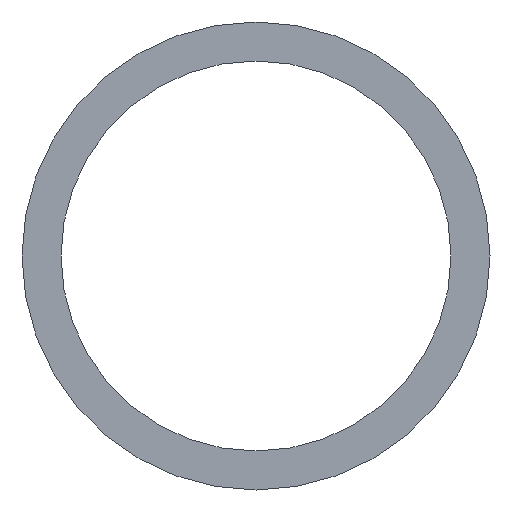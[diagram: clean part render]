
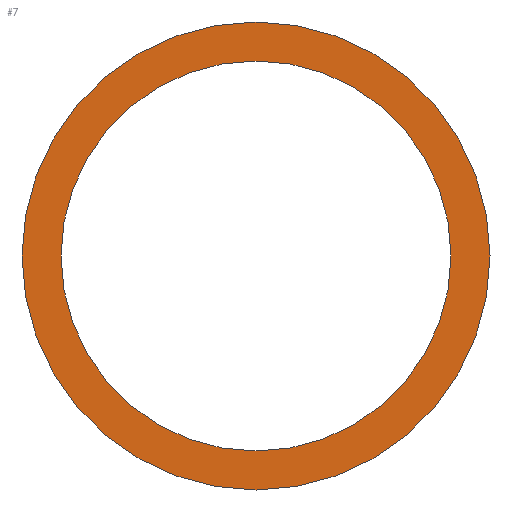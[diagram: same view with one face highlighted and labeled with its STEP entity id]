
A CAD part, front view. The second image highlights one B-rep face of the part: STEP entity #7.
In plain terms, the highlighted planar face has unit normal (0, -1, 0).
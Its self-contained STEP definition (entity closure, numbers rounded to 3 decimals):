
#2 = VERTEX_POINT ( 'NONE', #77 ) ;
#7 = ADVANCED_FACE ( 'NONE', ( #188, #249 ), #151, .F. ) ;
#16 = DIRECTION ( 'NONE',  ( 0., 1., 0. ) ) ;
#18 = EDGE_CURVE ( 'NONE', #164, #62, #208, .T. ) ;
#26 = CARTESIAN_POINT ( 'NONE',  ( 0., 0., 0. ) ) ;
#46 = CARTESIAN_POINT ( 'NONE',  ( 0., 0., 25. ) ) ;
#47 = AXIS2_PLACEMENT_3D ( 'NONE', #180, #16, #195 ) ;
#48 = CARTESIAN_POINT ( 'NONE',  ( 0., 0., -25. ) ) ;
#59 = DIRECTION ( 'NONE',  ( 0., 0., 1. ) ) ;
#61 = AXIS2_PLACEMENT_3D ( 'NONE', #82, #154, #141 ) ;
#62 = VERTEX_POINT ( 'NONE', #48 ) ;
#63 = EDGE_CURVE ( 'NONE', #221, #2, #132, .T. ) ;
#72 = EDGE_LOOP ( 'NONE', ( #75, #79 ) ) ;
#75 = ORIENTED_EDGE ( 'NONE', *, *, #63, .F. ) ;
#77 = CARTESIAN_POINT ( 'NONE',  ( 0., 0., 30. ) ) ;
#79 = ORIENTED_EDGE ( 'NONE', *, *, #192, .F. ) ;
#82 = CARTESIAN_POINT ( 'NONE',  ( 0., 0., 0. ) ) ;
#84 = DIRECTION ( 'NONE',  ( 0., 1., 0. ) ) ;
#92 = EDGE_CURVE ( 'NONE', #62, #164, #162, .T. ) ;
#94 = AXIS2_PLACEMENT_3D ( 'NONE', #26, #228, #118 ) ;
#95 = CIRCLE ( 'NONE', #47, 30. ) ;
#101 = EDGE_LOOP ( 'NONE', ( #224, #245 ) ) ;
#118 = DIRECTION ( 'NONE',  ( 0., 0., 1. ) ) ;
#122 = CARTESIAN_POINT ( 'NONE',  ( 0., 0., 0. ) ) ;
#132 = CIRCLE ( 'NONE', #218, 30. ) ;
#141 = DIRECTION ( 'NONE',  ( 0., 0., 1. ) ) ;
#142 = AXIS2_PLACEMENT_3D ( 'NONE', #225, #165, #59 ) ;
#151 = PLANE ( 'NONE',  #94 ) ;
#154 = DIRECTION ( 'NONE',  ( 0., 1., 0. ) ) ;
#155 = CARTESIAN_POINT ( 'NONE',  ( 0., 0., -30. ) ) ;
#162 = CIRCLE ( 'NONE', #61, 25. ) ;
#164 = VERTEX_POINT ( 'NONE', #46 ) ;
#165 = DIRECTION ( 'NONE',  ( 0., 1., 0. ) ) ;
#180 = CARTESIAN_POINT ( 'NONE',  ( 0., 0., 0. ) ) ;
#188 = FACE_OUTER_BOUND ( 'NONE', #72, .T. ) ;
#190 = DIRECTION ( 'NONE',  ( 0., 0., 1. ) ) ;
#192 = EDGE_CURVE ( 'NONE', #2, #221, #95, .T. ) ;
#195 = DIRECTION ( 'NONE',  ( 0., 0., 1. ) ) ;
#208 = CIRCLE ( 'NONE', #142, 25. ) ;
#218 = AXIS2_PLACEMENT_3D ( 'NONE', #122, #84, #190 ) ;
#221 = VERTEX_POINT ( 'NONE', #155 ) ;
#224 = ORIENTED_EDGE ( 'NONE', *, *, #92, .T. ) ;
#225 = CARTESIAN_POINT ( 'NONE',  ( 0., 0., 0. ) ) ;
#228 = DIRECTION ( 'NONE',  ( 0., 1., 0. ) ) ;
#245 = ORIENTED_EDGE ( 'NONE', *, *, #18, .T. ) ;
#249 = FACE_BOUND ( 'NONE', #101, .T. ) ;
